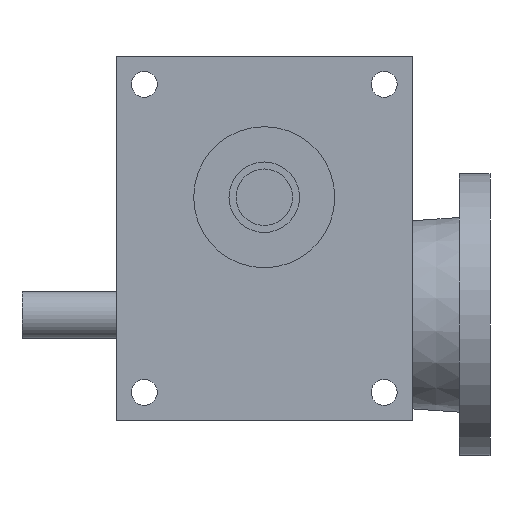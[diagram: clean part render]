
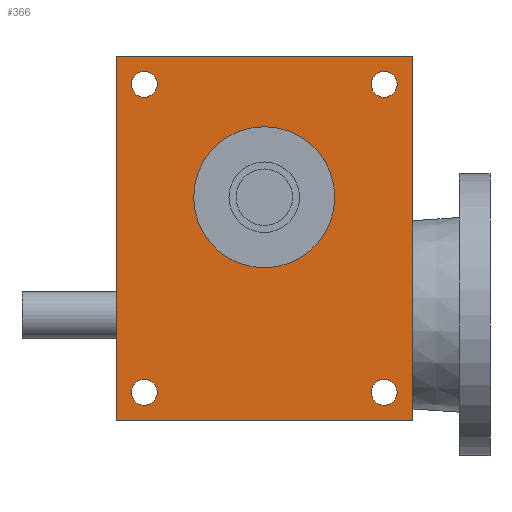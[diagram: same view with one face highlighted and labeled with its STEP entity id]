
A CAD part, front view. The second image highlights one B-rep face of the part: STEP entity #366.
In plain terms, the highlighted planar face has unit normal (0, -1, 0).
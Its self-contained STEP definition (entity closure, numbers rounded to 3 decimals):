
#366 = ADVANCED_FACE( '', ( #808, #809, #810, #811, #812, #813 ), #814, .F. );
#808 = FACE_BOUND( '', #1431, .T. );
#809 = FACE_BOUND( '', #1432, .T. );
#810 = FACE_BOUND( '', #1433, .T. );
#811 = FACE_BOUND( '', #1434, .T. );
#812 = FACE_BOUND( '', #1435, .T. );
#813 = FACE_OUTER_BOUND( '', #1436, .T. );
#814 = PLANE( '', #1437 );
#1431 = EDGE_LOOP( '', ( #2189 ) );
#1432 = EDGE_LOOP( '', ( #2190 ) );
#1433 = EDGE_LOOP( '', ( #2191 ) );
#1434 = EDGE_LOOP( '', ( #2192 ) );
#1435 = EDGE_LOOP( '', ( #2193 ) );
#1436 = EDGE_LOOP( '', ( #2194, #2195, #2196, #2197 ) );
#1437 = AXIS2_PLACEMENT_3D( '', #2198, #2199, #2200 );
#2189 = ORIENTED_EDGE( '', *, *, #3496, .T. );
#2190 = ORIENTED_EDGE( '', *, *, #3497, .T. );
#2191 = ORIENTED_EDGE( '', *, *, #3498, .T. );
#2192 = ORIENTED_EDGE( '', *, *, #3499, .T. );
#2193 = ORIENTED_EDGE( '', *, *, #3500, .T. );
#2194 = ORIENTED_EDGE( '', *, *, #3403, .T. );
#2195 = ORIENTED_EDGE( '', *, *, #3421, .F. );
#2196 = ORIENTED_EDGE( '', *, *, #3501, .F. );
#2197 = ORIENTED_EDGE( '', *, *, #3502, .T. );
#2198 = CARTESIAN_POINT( '', ( -63., -45., 77.5 ) );
#2199 = DIRECTION( '', ( 0., 1., 0. ) );
#2200 = DIRECTION( '', ( 0., 0., 1. ) );
#3403 = EDGE_CURVE( '', #3979, #3983, #3985, .T. );
#3421 = EDGE_CURVE( '', #4013, #3983, #4015, .T. );
#3496 = EDGE_CURVE( '', #4140, #4140, #4141, .T. );
#3497 = EDGE_CURVE( '', #4142, #4142, #4143, .T. );
#3498 = EDGE_CURVE( '', #4144, #4144, #4145, .T. );
#3499 = EDGE_CURVE( '', #4146, #4146, #4147, .T. );
#3500 = EDGE_CURVE( '', #4148, #4148, #4149, .T. );
#3501 = EDGE_CURVE( '', #4150, #4013, #4151, .T. );
#3502 = EDGE_CURVE( '', #4150, #3979, #4152, .T. );
#3979 = VERTEX_POINT( '', #4812 );
#3983 = VERTEX_POINT( '', #4818 );
#3985 = LINE( '', #4821, #4822 );
#4013 = VERTEX_POINT( '', #4860 );
#4015 = LINE( '', #4863, #4864 );
#4140 = VERTEX_POINT( '', #5085 );
#4141 = CIRCLE( '', #5086, 5.5 );
#4142 = VERTEX_POINT( '', #5087 );
#4143 = CIRCLE( '', #5088, 5.5 );
#4144 = VERTEX_POINT( '', #5089 );
#4145 = CIRCLE( '', #5090, 5.5 );
#4146 = VERTEX_POINT( '', #5091 );
#4147 = CIRCLE( '', #5092, 5.5 );
#4148 = VERTEX_POINT( '', #5093 );
#4149 = CIRCLE( '', #5094, 30. );
#4150 = VERTEX_POINT( '', #5095 );
#4151 = LINE( '', #5096, #5097 );
#4152 = LINE( '', #5098, #5099 );
#4812 = CARTESIAN_POINT( '', ( -63., -45., -77.5 ) );
#4818 = CARTESIAN_POINT( '', ( 63., -45., -77.5 ) );
#4821 = CARTESIAN_POINT( '', ( -63., -45., -77.5 ) );
#4822 = VECTOR( '', #5884, 1000. );
#4860 = CARTESIAN_POINT( '', ( 63., -45., 77.5 ) );
#4863 = CARTESIAN_POINT( '', ( 63., -45., 77.5 ) );
#4864 = VECTOR( '', #5902, 1000. );
#5085 = CARTESIAN_POINT( '', ( 56.5, -45., 65.5 ) );
#5086 = AXIS2_PLACEMENT_3D( '', #5994, #5995, #5996 );
#5087 = CARTESIAN_POINT( '', ( -45.5, -45., 65.5 ) );
#5088 = AXIS2_PLACEMENT_3D( '', #5997, #5998, #5999 );
#5089 = CARTESIAN_POINT( '', ( -45.5, -45., -65.5 ) );
#5090 = AXIS2_PLACEMENT_3D( '', #6000, #6001, #6002 );
#5091 = CARTESIAN_POINT( '', ( 56.5, -45., -65.5 ) );
#5092 = AXIS2_PLACEMENT_3D( '', #6003, #6004, #6005 );
#5093 = CARTESIAN_POINT( '', ( 30., -45., 17.5 ) );
#5094 = AXIS2_PLACEMENT_3D( '', #6006, #6007, #6008 );
#5095 = CARTESIAN_POINT( '', ( -63., -45., 77.5 ) );
#5096 = CARTESIAN_POINT( '', ( -63., -45., 77.5 ) );
#5097 = VECTOR( '', #6009, 1000. );
#5098 = CARTESIAN_POINT( '', ( -63., -45., 77.5 ) );
#5099 = VECTOR( '', #6010, 1000. );
#5884 = DIRECTION( '', ( 1., 0., 0. ) );
#5902 = DIRECTION( '', ( 0., 0., -1. ) );
#5994 = CARTESIAN_POINT( '', ( 51., -45., 65.5 ) );
#5995 = DIRECTION( '', ( 0., 1., 0. ) );
#5996 = DIRECTION( '', ( 1., 0., 0. ) );
#5997 = CARTESIAN_POINT( '', ( -51., -45., 65.5 ) );
#5998 = DIRECTION( '', ( 0., 1., 0. ) );
#5999 = DIRECTION( '', ( 1., 0., 0. ) );
#6000 = CARTESIAN_POINT( '', ( -51., -45., -65.5 ) );
#6001 = DIRECTION( '', ( 0., 1., 0. ) );
#6002 = DIRECTION( '', ( 1., 0., 0. ) );
#6003 = CARTESIAN_POINT( '', ( 51., -45., -65.5 ) );
#6004 = DIRECTION( '', ( 0., 1., 0. ) );
#6005 = DIRECTION( '', ( 1., 0., 0. ) );
#6006 = CARTESIAN_POINT( '', ( 0., -45., 17.5 ) );
#6007 = DIRECTION( '', ( 0., 1., 0. ) );
#6008 = DIRECTION( '', ( 1., 0., 0. ) );
#6009 = DIRECTION( '', ( 1., 0., 0. ) );
#6010 = DIRECTION( '', ( 0., 0., -1. ) );
